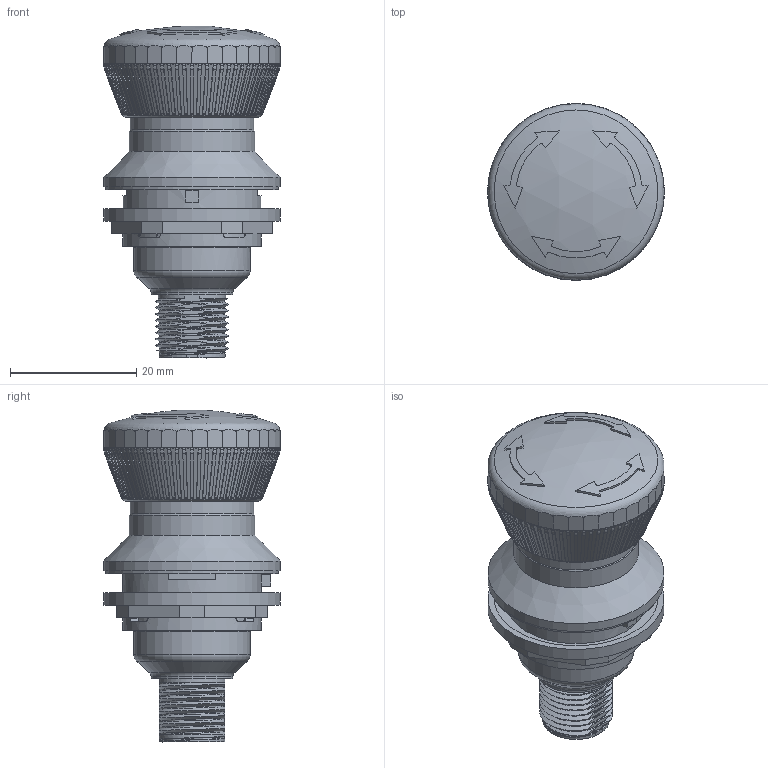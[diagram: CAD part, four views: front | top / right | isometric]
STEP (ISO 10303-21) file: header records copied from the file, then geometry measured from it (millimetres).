
FILE_DESCRIPTION(/* description */ (''),/* implementation_level */ '2;1');
FILE_NAME(/* name */ 'FRVKOO_C001_ipt.stp',/* time_stamp */ '2019-12-10T13:03:29+01:00',/* author */ ('ahoffmann'),/* organization */ (''),/* preprocessor_version */ 'ST-DEVELOPER v17.2',/* originating_system */ 'Autodesk Inventor 2019',/* authorisation */ '');
FILE_SCHEMA (('AUTOMOTIVE_DESIGN { 1 0 10303 214 3 1 1 }'));
Length unit declared in the file: millimetre
Products named in the file (1): FRVKOO_C001
Bounding box: 28 x 28 x 52.66 mm (x, y, z)
Volume: 18002.9 mm3; surface area: 6251.5 mm2
Topology: 1 solids, 1 shells, 970 faces, 2618 edges, 1669 vertices
Faces by surface type: plane 454, torus 225, cylinder 170, cone 80, bspline 33, sphere 8
Full cylindrical faces by diameter (mm): 1 x7, 8.3 x1, 13 x1, 18.5 x2, 19.65 x1, 19.85 x1, 22 x2, 26 x1, 27.4 x1, 28 x2
Entity records: 37725 total; most frequent: CARTESIAN_POINT 14899, ORIENTED_EDGE 5228, DIRECTION 4423, EDGE_CURVE 2614, AXIS2_PLACEMENT_3D 1837, VERTEX_POINT 1669, EDGE_LOOP 999, FACE_OUTER_BOUND 970
